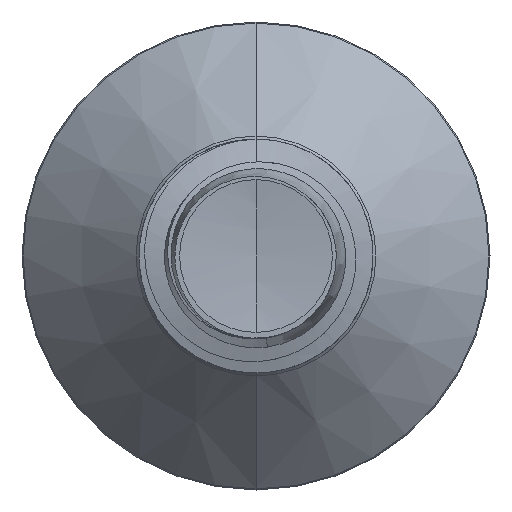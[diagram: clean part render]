
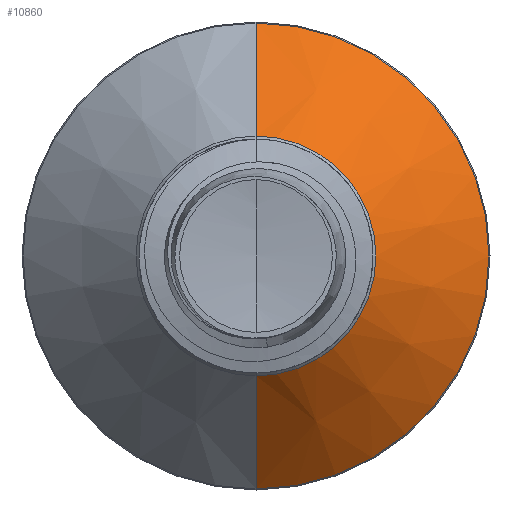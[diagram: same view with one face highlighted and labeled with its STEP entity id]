
A CAD part, front view. The second image highlights one B-rep face of the part: STEP entity #10860.
In plain terms, the highlighted conical face has half-angle 45 degrees and reference radius 2.563 mm.
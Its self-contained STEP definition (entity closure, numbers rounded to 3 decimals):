
#626 = CARTESIAN_POINT ( 'NONE',  ( 0., 5.813, 2.563 ) ) ;
#843 = VERTEX_POINT ( 'NONE', #11064 ) ;
#928 = DIRECTION ( 'NONE',  ( 0., 0., 1. ) ) ;
#1412 = DIRECTION ( 'NONE',  ( 0., 0.707, 0.707 ) ) ;
#1499 = VERTEX_POINT ( 'NONE', #11018 ) ;
#1600 = DIRECTION ( 'NONE',  ( 0., 0., 1. ) ) ;
#1627 = DIRECTION ( 'NONE',  ( 0., 1., 0. ) ) ;
#1653 = CARTESIAN_POINT ( 'NONE',  ( 0., 5.813, 0. ) ) ;
#3277 = EDGE_CURVE ( 'NONE', #4378, #843, #7876, .T. ) ;
#4222 = AXIS2_PLACEMENT_3D ( 'NONE', #15448, #9229, #928 ) ;
#4378 = VERTEX_POINT ( 'NONE', #11438 ) ;
#4667 = AXIS2_PLACEMENT_3D ( 'NONE', #1653, #1627, #1600 ) ;
#4939 = VERTEX_POINT ( 'NONE', #14615 ) ;
#4999 = AXIS2_PLACEMENT_3D ( 'NONE', #14712, #15633, #14844 ) ;
#5833 = ORIENTED_EDGE ( 'NONE', *, *, #3277, .T. ) ;
#6384 = DIRECTION ( 'NONE',  ( 0., 0.707, -0.707 ) ) ;
#6504 = ORIENTED_EDGE ( 'NONE', *, *, #11147, .T. ) ;
#7190 = EDGE_LOOP ( 'NONE', ( #6504, #5833, #9497, #10454 ) ) ;
#7485 = CIRCLE ( 'NONE', #4667, 2.563 ) ;
#7876 = LINE ( 'NONE', #9572, #15971 ) ;
#8008 = CIRCLE ( 'NONE', #4222, 4.978 ) ;
#9229 = DIRECTION ( 'NONE',  ( 0., 1., 0. ) ) ;
#9497 = ORIENTED_EDGE ( 'NONE', *, *, #11737, .F. ) ;
#9572 = CARTESIAN_POINT ( 'NONE',  ( 0., 5.813, -2.563 ) ) ;
#10454 = ORIENTED_EDGE ( 'NONE', *, *, #10703, .F. ) ;
#10703 = EDGE_CURVE ( 'NONE', #4939, #1499, #15143, .T. ) ;
#10807 = CONICAL_SURFACE ( 'NONE', #4999, 2.563, 0.785 ) ;
#10860 = ADVANCED_FACE ( 'NONE', ( #13598 ), #10807, .T. ) ;
#11018 = CARTESIAN_POINT ( 'NONE',  ( 0., 8.228, 4.978 ) ) ;
#11064 = CARTESIAN_POINT ( 'NONE',  ( 0., 8.228, -4.978 ) ) ;
#11147 = EDGE_CURVE ( 'NONE', #4939, #4378, #7485, .T. ) ;
#11438 = CARTESIAN_POINT ( 'NONE',  ( 0., 5.813, -2.563 ) ) ;
#11737 = EDGE_CURVE ( 'NONE', #1499, #843, #8008, .T. ) ;
#13598 = FACE_OUTER_BOUND ( 'NONE', #7190, .T. ) ;
#14261 = VECTOR ( 'NONE', #1412, 1000. ) ;
#14615 = CARTESIAN_POINT ( 'NONE',  ( 0., 5.813, 2.563 ) ) ;
#14712 = CARTESIAN_POINT ( 'NONE',  ( 0., 5.813, 0. ) ) ;
#14844 = DIRECTION ( 'NONE',  ( 0., 0., 1. ) ) ;
#15143 = LINE ( 'NONE', #626, #14261 ) ;
#15448 = CARTESIAN_POINT ( 'NONE',  ( 0., 8.228, 0. ) ) ;
#15633 = DIRECTION ( 'NONE',  ( 0., 1., 0. ) ) ;
#15971 = VECTOR ( 'NONE', #6384, 1000. ) ;
